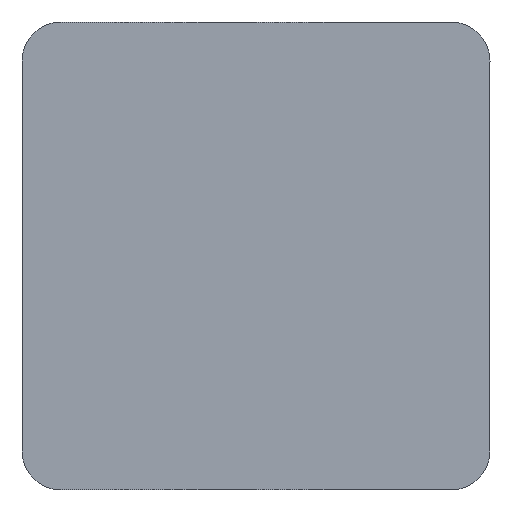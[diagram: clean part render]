
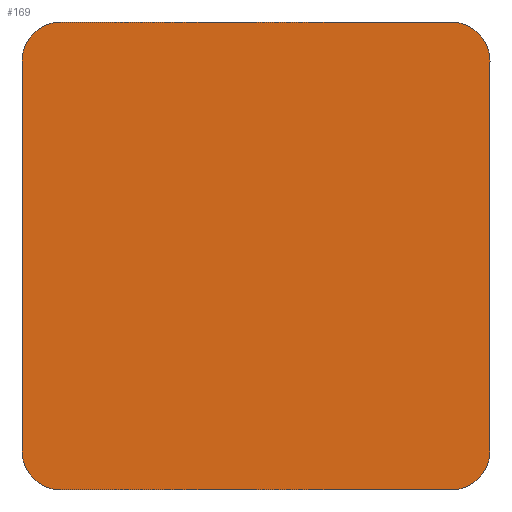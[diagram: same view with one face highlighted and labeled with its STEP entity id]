
A CAD part, top view. The second image highlights one B-rep face of the part: STEP entity #169.
In plain terms, the highlighted planar face has unit normal (0, 0, 1).
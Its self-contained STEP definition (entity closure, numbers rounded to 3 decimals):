
#75=EDGE_CURVE('',#103,#131,#193,.T.);
#77=EDGE_CURVE('',#131,#109,#195,.T.);
#81=EDGE_CURVE('',#117,#159,#199,.T.);
#89=VERTEX_POINT('',#208);
#95=EDGE_CURVE('',#159,#89,#214,.T.);
#99=EDGE_CURVE('',#109,#151,#218,.T.);
#103=VERTEX_POINT('',#223);
#107=EDGE_CURVE('',#89,#103,#227,.T.);
#109=VERTEX_POINT('',#229);
#117=VERTEX_POINT('',#239);
#131=VERTEX_POINT('',#253);
#133=VERTEX_POINT('',#255);
#151=VERTEX_POINT('',#276);
#159=VERTEX_POINT('',#284);
#169=ADVANCED_FACE('',(#296),#297,.T.);
#171=EDGE_CURVE('',#133,#117,#299,.T.);
#175=EDGE_CURVE('',#151,#133,#303,.T.);
#193=CIRCLE('',#312,0.4);
#195=LINE('',#315,#316);
#199=LINE('',#323,#324);
#208=CARTESIAN_POINT('',(0.4,0.0,0.0));
#214=CIRCLE('',#346,0.4);
#218=CIRCLE('',#351,0.4);
#223=CARTESIAN_POINT('',(4.4,0.0,0.0));
#227=LINE('',#363,#364);
#229=CARTESIAN_POINT('',(4.8,4.4,0.0));
#239=CARTESIAN_POINT('',(0.,4.4,0.0));
#253=CARTESIAN_POINT('',(4.8,0.4,0.0));
#255=CARTESIAN_POINT('',(0.4,4.8,0.0));
#276=CARTESIAN_POINT('',(4.4,4.8,0.0));
#284=CARTESIAN_POINT('',(0.0,0.4,0.0));
#296=FACE_OUTER_BOUND('',#449,.T.);
#297=PLANE('',#450);
#299=CIRCLE('',#453,0.4);
#303=LINE('',#459,#460);
#312=AXIS2_PLACEMENT_3D('',#462,#463,#464);
#315=CARTESIAN_POINT('',(4.8,0.4,0.0));
#316=VECTOR('',#465,1.0);
#323=CARTESIAN_POINT('',(0.0,4.4,0.0));
#324=VECTOR('',#467,1.0);
#346=AXIS2_PLACEMENT_3D('',#484,#485,#486);
#351=AXIS2_PLACEMENT_3D('',#487,#488,#489);
#363=CARTESIAN_POINT('',(0.4,0.0,0.0));
#364=VECTOR('',#503,1.0);
#449=EDGE_LOOP('',(#573,#574,#575,#576,#577,#578,#579,#580));
#450=AXIS2_PLACEMENT_3D('',#581,#582,#583);
#453=AXIS2_PLACEMENT_3D('',#584,#585,#586);
#459=CARTESIAN_POINT('',(4.4,4.8,0.0));
#460=VECTOR('',#590,1.0);
#462=CARTESIAN_POINT('',(4.4,0.4,0.0));
#463=DIRECTION('',(0.0,0.0,1.0));
#464=DIRECTION('',(0.,-1.0,0.0));
#465=DIRECTION('',(0.0,1.0,0.0));
#467=DIRECTION('',(0.0,-1.0,0.0));
#484=CARTESIAN_POINT('',(0.4,0.4,0.0));
#485=DIRECTION('',(0.0,0.0,1.0));
#486=DIRECTION('',(-1.0,0.,0.0));
#487=CARTESIAN_POINT('',(4.4,4.4,0.0));
#488=DIRECTION('',(0.0,-0.0,1.0));
#489=DIRECTION('',(1.0,0.,0.0));
#503=DIRECTION('',(1.0,0.0,0.0));
#573=ORIENTED_EDGE('',*,*,#107,.T.);
#574=ORIENTED_EDGE('',*,*,#75,.T.);
#575=ORIENTED_EDGE('',*,*,#77,.T.);
#576=ORIENTED_EDGE('',*,*,#99,.T.);
#577=ORIENTED_EDGE('',*,*,#175,.T.);
#578=ORIENTED_EDGE('',*,*,#171,.T.);
#579=ORIENTED_EDGE('',*,*,#81,.T.);
#580=ORIENTED_EDGE('',*,*,#95,.T.);
#581=CARTESIAN_POINT('',(2.4,2.4,0.0));
#582=DIRECTION('',(0.0,0.0,1.0));
#583=DIRECTION('',(1.0,0.0,0.0));
#584=CARTESIAN_POINT('',(0.4,4.4,0.0));
#585=DIRECTION('',(0.0,0.0,1.0));
#586=DIRECTION('',(0.,1.0,0.0));
#590=DIRECTION('',(-1.0,0.0,0.0));
